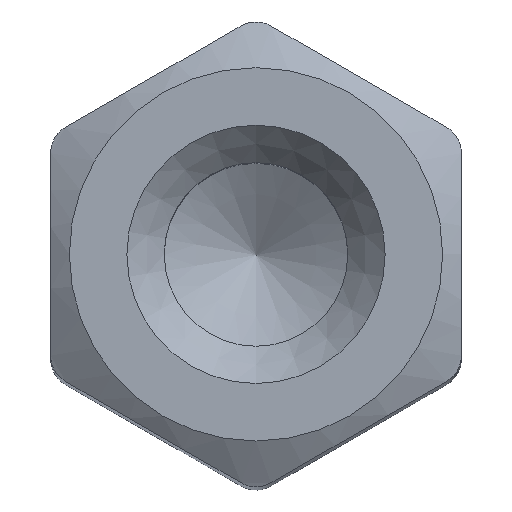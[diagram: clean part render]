
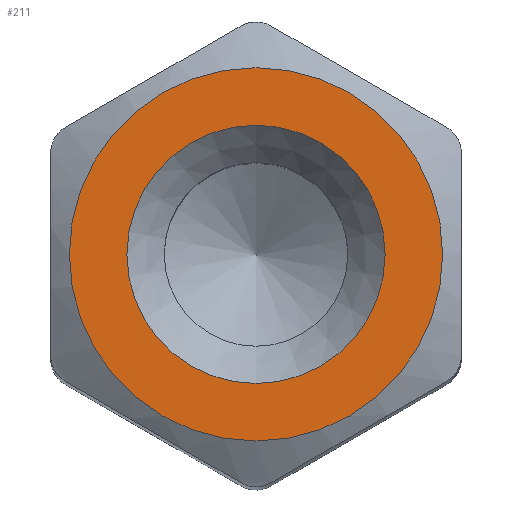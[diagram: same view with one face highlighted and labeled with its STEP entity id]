
A CAD part, top view. The second image highlights one B-rep face of the part: STEP entity #211.
In plain terms, the highlighted planar face has unit normal (0, 0, 1).
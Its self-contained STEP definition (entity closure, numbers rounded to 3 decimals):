
#211=ADVANCED_FACE('',(#385,#387),#389,.T.);
#385=FACE_BOUND('',#386,.T.);
#386=EDGE_LOOP('',(#510));
#387=FACE_BOUND('',#388,.T.);
#388=EDGE_LOOP('',(#511));
#389=PLANE('',#390);
#390=AXIS2_PLACEMENT_3D('',#391,#392,#393);
#391=CARTESIAN_POINT('',(0.,0.,0.));
#392=DIRECTION('',(0.,0.,1.));
#393=DIRECTION('',(1.,0.,0.));
#510=ORIENTED_EDGE('',*,*,#559,.T.);
#511=ORIENTED_EDGE('',*,*,#561,.T.);
#559=EDGE_CURVE('',#634,#634,#635,.T.);
#561=EDGE_CURVE('',#638,#638,#639,.F.);
#634=VERTEX_POINT('',#1223);
#635=CIRCLE('',#1224,2.5);
#638=VERTEX_POINT('',#1233);
#639=CIRCLE('',#1234,1.729);
#1223=CARTESIAN_POINT('',(2.5,0.,0.));
#1224=AXIS2_PLACEMENT_3D('',#1225,#1226,#1227);
#1225=CARTESIAN_POINT('',(0.,0.,0.));
#1226=DIRECTION('',(0.,0.,1.));
#1227=DIRECTION('',(1.,0.,0.));
#1233=CARTESIAN_POINT('',(0.,-1.729,0.));
#1234=AXIS2_PLACEMENT_3D('',#1235,#1236,#1237);
#1235=CARTESIAN_POINT('',(0.,0.,0.));
#1236=DIRECTION('',(0.,0.,1.));
#1237=DIRECTION('',(0.,-1.,0.));
